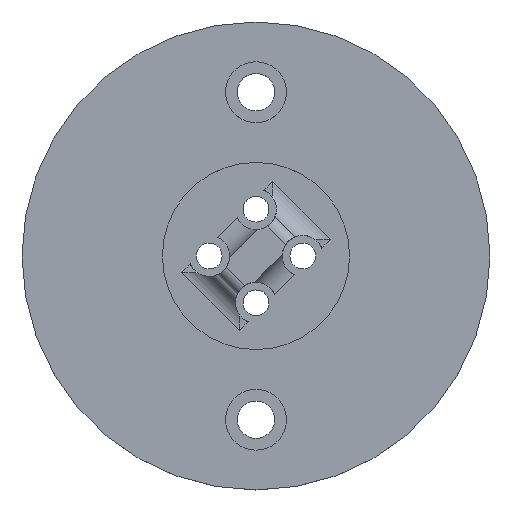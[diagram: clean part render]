
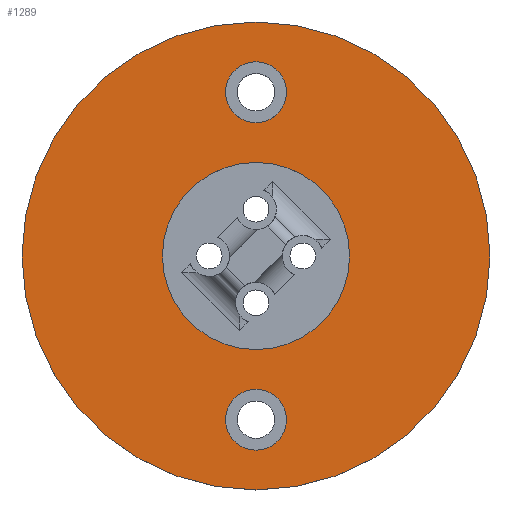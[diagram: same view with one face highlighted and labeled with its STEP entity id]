
A CAD part, top view. The second image highlights one B-rep face of the part: STEP entity #1289.
In plain terms, the highlighted planar face has unit normal (0, 0, 1).
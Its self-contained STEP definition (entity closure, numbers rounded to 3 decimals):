
#20 = CIRCLE ( 'NONE', #176, 8. ) ;
#39 = DIRECTION ( 'NONE',  ( 0., 0., -1. ) ) ;
#44 = DIRECTION ( 'NONE',  ( 0., 0., -1. ) ) ;
#52 = CIRCLE ( 'NONE', #344, 20. ) ;
#72 = VERTEX_POINT ( 'NONE', #766 ) ;
#163 = ORIENTED_EDGE ( 'NONE', *, *, #1829, .T. ) ;
#164 = CARTESIAN_POINT ( 'NONE',  ( 0., 0., 19. ) ) ;
#174 = FACE_BOUND ( 'NONE', #367, .T. ) ;
#176 = AXIS2_PLACEMENT_3D ( 'NONE', #974, #39, #817 ) ;
#193 = EDGE_CURVE ( 'NONE', #354, #1899, #401, .T. ) ;
#208 = DIRECTION ( 'NONE',  ( 0., 0., -1. ) ) ;
#258 = CARTESIAN_POINT ( 'NONE',  ( 0., 14., 19. ) ) ;
#262 = EDGE_CURVE ( 'NONE', #450, #380, #270, .T. ) ;
#267 = CARTESIAN_POINT ( 'NONE',  ( 2.6, 14., 19. ) ) ;
#268 = CARTESIAN_POINT ( 'NONE',  ( 0., 0., 19. ) ) ;
#270 = CIRCLE ( 'NONE', #306, 2.6 ) ;
#305 = CARTESIAN_POINT ( 'NONE',  ( 0., 0., 19. ) ) ;
#306 = AXIS2_PLACEMENT_3D ( 'NONE', #258, #1147, #1593 ) ;
#317 = EDGE_CURVE ( 'NONE', #1165, #72, #1685, .T. ) ;
#318 = DIRECTION ( 'NONE',  ( 0., 0., -1. ) ) ;
#339 = AXIS2_PLACEMENT_3D ( 'NONE', #359, #208, #620 ) ;
#344 = AXIS2_PLACEMENT_3D ( 'NONE', #268, #1394, #951 ) ;
#354 = VERTEX_POINT ( 'NONE', #823 ) ;
#359 = CARTESIAN_POINT ( 'NONE',  ( 0., -14., 19. ) ) ;
#367 = EDGE_LOOP ( 'NONE', ( #1117, #1903 ) ) ;
#369 = CIRCLE ( 'NONE', #339, 2.6 ) ;
#380 = VERTEX_POINT ( 'NONE', #1886 ) ;
#401 = CIRCLE ( 'NONE', #929, 2.6 ) ;
#450 = VERTEX_POINT ( 'NONE', #267 ) ;
#456 = DIRECTION ( 'NONE',  ( 1., 0., 0. ) ) ;
#477 = DIRECTION ( 'NONE',  ( 1., 0., 0. ) ) ;
#484 = DIRECTION ( 'NONE',  ( 1., 0., 0. ) ) ;
#530 = CIRCLE ( 'NONE', #1871, 8. ) ;
#546 = VERTEX_POINT ( 'NONE', #1832 ) ;
#562 = CIRCLE ( 'NONE', #1220, 2.6 ) ;
#584 = EDGE_CURVE ( 'NONE', #1899, #354, #369, .T. ) ;
#615 = FACE_BOUND ( 'NONE', #1238, .T. ) ;
#620 = DIRECTION ( 'NONE',  ( 1., 0., 0. ) ) ;
#657 = EDGE_LOOP ( 'NONE', ( #163, #692 ) ) ;
#692 = ORIENTED_EDGE ( 'NONE', *, *, #1698, .T. ) ;
#695 = CARTESIAN_POINT ( 'NONE',  ( 0., 0., 19. ) ) ;
#754 = AXIS2_PLACEMENT_3D ( 'NONE', #164, #1827, #484 ) ;
#766 = CARTESIAN_POINT ( 'NONE',  ( 20., 0., 19. ) ) ;
#817 = DIRECTION ( 'NONE',  ( 1., 0., 0. ) ) ;
#823 = CARTESIAN_POINT ( 'NONE',  ( -2.6, -14., 19. ) ) ;
#929 = AXIS2_PLACEMENT_3D ( 'NONE', #939, #44, #1528 ) ;
#931 = FACE_BOUND ( 'NONE', #657, .T. ) ;
#939 = CARTESIAN_POINT ( 'NONE',  ( 0., -14., 19. ) ) ;
#951 = DIRECTION ( 'NONE',  ( 1., 0., 0. ) ) ;
#974 = CARTESIAN_POINT ( 'NONE',  ( 0., 0., 19. ) ) ;
#1068 = DIRECTION ( 'NONE',  ( 0., 0., -1. ) ) ;
#1110 = CARTESIAN_POINT ( 'NONE',  ( 2.6, -14., 19. ) ) ;
#1117 = ORIENTED_EDGE ( 'NONE', *, *, #262, .T. ) ;
#1147 = DIRECTION ( 'NONE',  ( 0., 0., -1. ) ) ;
#1157 = DIRECTION ( 'NONE',  ( 1., 0., 0. ) ) ;
#1165 = VERTEX_POINT ( 'NONE', #1481 ) ;
#1209 = FACE_OUTER_BOUND ( 'NONE', #1386, .T. ) ;
#1220 = AXIS2_PLACEMENT_3D ( 'NONE', #1328, #318, #477 ) ;
#1238 = EDGE_LOOP ( 'NONE', ( #1476, #1913 ) ) ;
#1246 = AXIS2_PLACEMENT_3D ( 'NONE', #695, #1573, #1157 ) ;
#1285 = ORIENTED_EDGE ( 'NONE', *, *, #1410, .T. ) ;
#1289 = ADVANCED_FACE ( 'NONE', ( #174, #615, #931, #1209 ), #1805, .T. ) ;
#1328 = CARTESIAN_POINT ( 'NONE',  ( 0., 14., 19. ) ) ;
#1386 = EDGE_LOOP ( 'NONE', ( #1285, #1546 ) ) ;
#1394 = DIRECTION ( 'NONE',  ( 0., 0., 1. ) ) ;
#1410 = EDGE_CURVE ( 'NONE', #72, #1165, #52, .T. ) ;
#1476 = ORIENTED_EDGE ( 'NONE', *, *, #584, .T. ) ;
#1481 = CARTESIAN_POINT ( 'NONE',  ( -20., 0., 19. ) ) ;
#1528 = DIRECTION ( 'NONE',  ( 1., 0., 0. ) ) ;
#1546 = ORIENTED_EDGE ( 'NONE', *, *, #317, .T. ) ;
#1573 = DIRECTION ( 'NONE',  ( 0., 0., 1. ) ) ;
#1593 = DIRECTION ( 'NONE',  ( 1., 0., 0. ) ) ;
#1624 = EDGE_CURVE ( 'NONE', #380, #450, #562, .T. ) ;
#1685 = CIRCLE ( 'NONE', #1246, 20. ) ;
#1698 = EDGE_CURVE ( 'NONE', #546, #1881, #530, .T. ) ;
#1805 = PLANE ( 'NONE',  #754 ) ;
#1827 = DIRECTION ( 'NONE',  ( 0., 0., 1. ) ) ;
#1829 = EDGE_CURVE ( 'NONE', #1881, #546, #20, .T. ) ;
#1832 = CARTESIAN_POINT ( 'NONE',  ( -8., 0., 19. ) ) ;
#1836 = CARTESIAN_POINT ( 'NONE',  ( 8., 0., 19. ) ) ;
#1871 = AXIS2_PLACEMENT_3D ( 'NONE', #305, #1068, #456 ) ;
#1881 = VERTEX_POINT ( 'NONE', #1836 ) ;
#1886 = CARTESIAN_POINT ( 'NONE',  ( -2.6, 14., 19. ) ) ;
#1899 = VERTEX_POINT ( 'NONE', #1110 ) ;
#1903 = ORIENTED_EDGE ( 'NONE', *, *, #1624, .T. ) ;
#1913 = ORIENTED_EDGE ( 'NONE', *, *, #193, .T. ) ;
